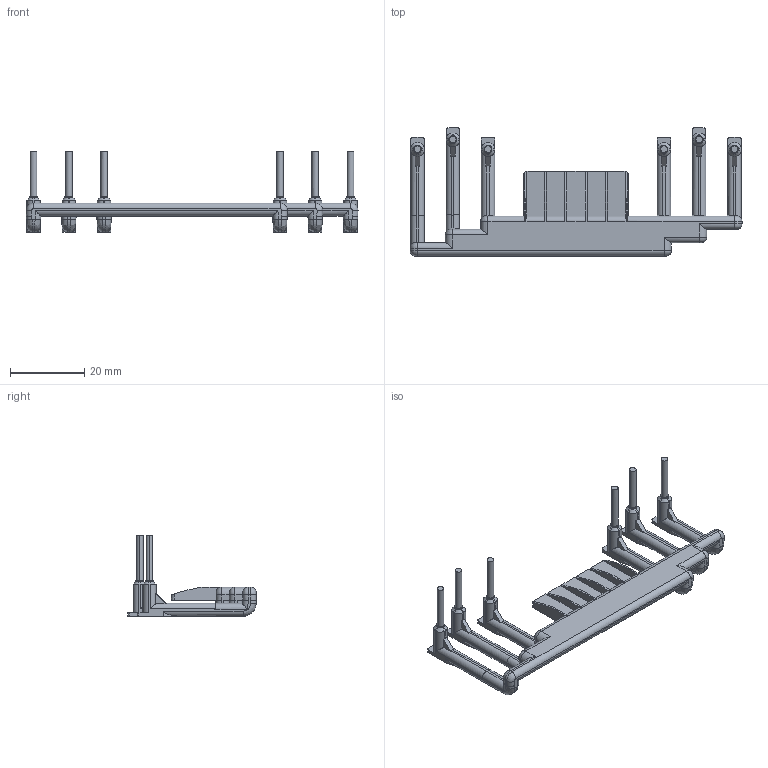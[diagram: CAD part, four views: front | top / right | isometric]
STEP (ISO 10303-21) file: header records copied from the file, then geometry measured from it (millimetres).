
FILE_DESCRIPTION(('CATIA V5 STEP Exchange','CAx-IF Rec.Pracs.--- Model Styling and Organization---1.5--- 2016-08-15','CAx-IF Rec.Pracs.---Supplemental Geometry---1.0---2011-11-01','CAx-IF Rec.Pracs.--- Composite Materials ---1.1---2010-07-15'),'2;1');
FILE_NAME('CM0100-ASS-1.stp','2023-07-17T07:25:45+00:00',('none'),('none'),'CATIA Version 5-6 Release 2020 SP3','CATIA V5 STEP AP214 v2','none');
FILE_SCHEMA(('AUTOMOTIVE_DESIGN { 1 0 10303 214 1 1 1 1 }'));
Length unit declared in the file: millimetre
Products named in the file (6): CM0100 ; AG12602_A ; AG12602_A; CD01792_A; CD01793_A; CD01794_A
Assembly tree (5 placements, depth 3):
  CM0100 
    AG12602_A 
      AG12602_A
      CD01792_A
      CD01793_A
      CD01794_A
Bounding box: 89.41 x 34.55 x 21.7 mm (x, y, z)
Volume: 5470.6 mm3; surface area: 10392.3 mm2
Topology: 4 solids, 4 shells, 660 faces, 1687 edges, 1051 vertices
Faces by surface type: plane 275, cylinder 219, torus 80, extrusion 43, cone 30, bspline 13
Entity records: 20676 total; most frequent: CARTESIAN_POINT 6321, ORIENTED_EDGE 3374, DIRECTION 2155, EDGE_CURVE 1687, VERTEX_POINT 1051, VECTOR 955, LINE 912, AXIS2_PLACEMENT_3D 781
